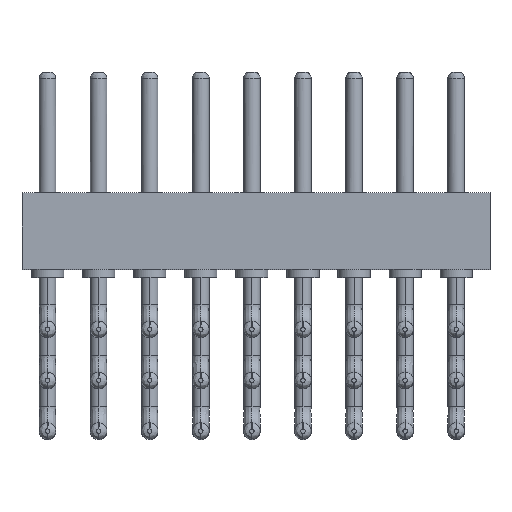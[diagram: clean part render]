
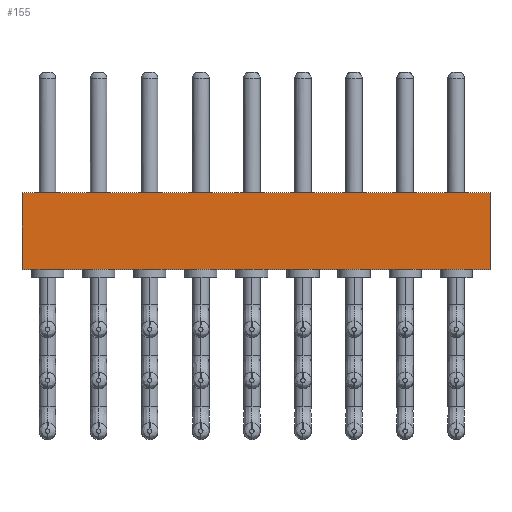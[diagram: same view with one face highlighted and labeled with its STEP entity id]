
A CAD part, top view. The second image highlights one B-rep face of the part: STEP entity #155.
In plain terms, the highlighted planar face has unit normal (0, 0, 1).
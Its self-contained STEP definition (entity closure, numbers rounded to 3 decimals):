
#48=CARTESIAN_POINT('',(25.81,1.9,0.635));
#49=VERTEX_POINT('',#48);
#59=CARTESIAN_POINT('',(25.81,0.,0.635));
#60=VERTEX_POINT('',#59);
#61=CARTESIAN_POINT('',(25.81,1.9,0.635));
#62=CARTESIAN_POINT('',(25.81,1.52,0.635));
#63=CARTESIAN_POINT('',(25.81,1.14,0.635));
#64=CARTESIAN_POINT('',(25.81,0.76,0.635));
#65=CARTESIAN_POINT('',(25.81,0.38,0.635));
#66=CARTESIAN_POINT('',(25.81,0.,0.635));
#67=B_SPLINE_CURVE_WITH_KNOTS('',5,(#61,#62,#63,#64,#65,#66),.UNSPECIFIED.,.F.,.U.,(6,6),(0.,1.9),.UNSPECIFIED.);
#68=EDGE_CURVE('',#49,#60,#67,.T.);
#119=CARTESIAN_POINT('',(19.943,0.95,0.635));
#120=DIRECTION('',(1.,0.,0.));
#121=DIRECTION('',(0.,0.,1.));
#122=AXIS2_PLACEMENT_3D('',#119,#121,#120);
#123=PLANE('',#122);
#124=ORIENTED_EDGE('',*,*,#68,.F.);
#125=CARTESIAN_POINT('',(14.175,1.9,0.635));
#126=VERTEX_POINT('',#125);
#127=CARTESIAN_POINT('',(25.81,1.9,0.635));
#128=CARTESIAN_POINT('',(23.483,1.9,0.635));
#129=CARTESIAN_POINT('',(21.156,1.9,0.635));
#130=CARTESIAN_POINT('',(18.829,1.9,0.635));
#131=CARTESIAN_POINT('',(16.502,1.9,0.635));
#132=CARTESIAN_POINT('',(14.175,1.9,0.635));
#133=B_SPLINE_CURVE_WITH_KNOTS('',5,(#127,#128,#129,#130,#131,#132),.UNSPECIFIED.,.F.,.U.,(6,6),(0.,11.635),.UNSPECIFIED.);
#134=EDGE_CURVE('',#49,#126,#133,.T.);
#135=ORIENTED_EDGE('',*,*,#134,.T.);
#136=CARTESIAN_POINT('',(14.175,0.,0.635));
#137=VERTEX_POINT('',#136);
#138=CARTESIAN_POINT('',(14.175,1.9,0.635));
#139=DIRECTION('',(0.,-1.,0.));
#140=VECTOR('',#139,1.9);
#141=LINE('',#138,#140);
#142=EDGE_CURVE('',#126,#137,#141,.T.);
#143=ORIENTED_EDGE('',*,*,#142,.T.);
#144=CARTESIAN_POINT('',(25.81,0.,0.635));
#145=CARTESIAN_POINT('',(23.483,0.,0.635));
#146=CARTESIAN_POINT('',(21.156,0.,0.635));
#147=CARTESIAN_POINT('',(18.829,0.,0.635));
#148=CARTESIAN_POINT('',(16.502,0.,0.635));
#149=CARTESIAN_POINT('',(14.175,0.,0.635));
#150=B_SPLINE_CURVE_WITH_KNOTS('',5,(#144,#145,#146,#147,#148,#149),.UNSPECIFIED.,.F.,.U.,(6,6),(0.,11.635),.UNSPECIFIED.);
#151=EDGE_CURVE('',#60,#137,#150,.T.);
#152=ORIENTED_EDGE('',*,*,#151,.F.);
#153=EDGE_LOOP('',(#124,#135,#143,#152));
#154=FACE_OUTER_BOUND('',#153,.T.);
#155=ADVANCED_FACE('',(#154),#123,.T.);
